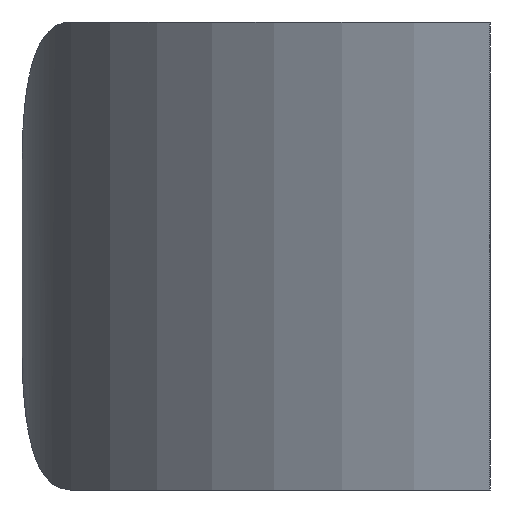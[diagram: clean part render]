
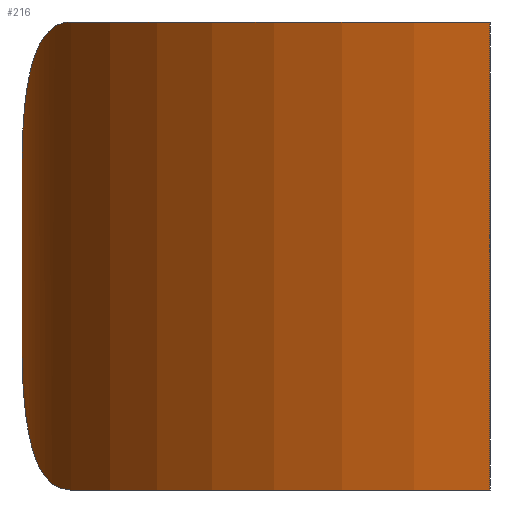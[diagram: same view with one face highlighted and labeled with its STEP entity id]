
A CAD part, left-side view. The second image highlights one B-rep face of the part: STEP entity #216.
In plain terms, the highlighted cylindrical face has radius 13 mm (diameter 26 mm), a partial arc.
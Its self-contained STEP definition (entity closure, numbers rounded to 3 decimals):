
#17=CYLINDRICAL_SURFACE('',#245,13.);
#22=B_SPLINE_CURVE_WITH_KNOTS('',3,(#389,#390,#391,#392,#393,#394,#395,
#396,#397,#398),.UNSPECIFIED.,.F.,.F.,(4,2,2,2,4),(1.464,1.585,
1.706,1.819,1.931),.UNSPECIFIED.);
#23=B_SPLINE_CURVE_WITH_KNOTS('',3,(#401,#402,#403,#404,#405,#406,#407,
#408,#409,#410),.UNSPECIFIED.,.F.,.F.,(4,2,2,2,4),(1.931,2.043,
2.156,2.277,2.399),.UNSPECIFIED.);
#36=FACE_OUTER_BOUND('',#48,.T.);
#48=EDGE_LOOP('',(#189,#190,#191,#192,#193,#194));
#57=CIRCLE('',#246,13.);
#58=CIRCLE('',#247,13.);
#59=LINE('',#306,#75);
#71=LINE('',#384,#87);
#75=VECTOR('',#254,10.);
#87=VECTOR('',#284,10.);
#91=VERTEX_POINT('',#304);
#92=VERTEX_POINT('',#305);
#107=VERTEX_POINT('',#381);
#108=VERTEX_POINT('',#383);
#109=VERTEX_POINT('',#387);
#110=VERTEX_POINT('',#400);
#111=EDGE_CURVE('',#91,#92,#59,.T.);
#133=EDGE_CURVE('',#108,#107,#71,.T.);
#136=EDGE_CURVE('',#109,#107,#22,.T.);
#137=EDGE_CURVE('',#108,#110,#23,.T.);
#139=EDGE_CURVE('',#109,#92,#57,.T.);
#140=EDGE_CURVE('',#91,#110,#58,.T.);
#189=ORIENTED_EDGE('',*,*,#136,.F.);
#190=ORIENTED_EDGE('',*,*,#139,.T.);
#191=ORIENTED_EDGE('',*,*,#111,.F.);
#192=ORIENTED_EDGE('',*,*,#140,.T.);
#193=ORIENTED_EDGE('',*,*,#137,.F.);
#194=ORIENTED_EDGE('',*,*,#133,.T.);
#216=ADVANCED_FACE('',(#36),#17,.T.);
#245=AXIS2_PLACEMENT_3D('',#412,#292,#293);
#246=AXIS2_PLACEMENT_3D('',#413,#294,#295);
#247=AXIS2_PLACEMENT_3D('',#414,#296,#297);
#254=DIRECTION('',(0.,0.,-1.));
#284=DIRECTION('',(0.,0.,-1.));
#292=DIRECTION('center_axis',(0.,0.,
1.));
#293=DIRECTION('ref_axis',(-0.209,0.978,0.));
#294=DIRECTION('center_axis',(0.,0.,
1.));
#295=DIRECTION('ref_axis',(-0.209,0.978,0.));
#296=DIRECTION('center_axis',(0.,0.,
-1.));
#297=DIRECTION('ref_axis',(-0.209,0.978,0.));
#304=CARTESIAN_POINT('',(69.,152.474,122.));
#305=CARTESIAN_POINT('',(69.,152.474,112.));
#306=CARTESIAN_POINT('',(69.,152.474,117.));
#381=CARTESIAN_POINT('',(79.,162.474,115.));
#383=CARTESIAN_POINT('',(79.,162.474,119.));
#384=CARTESIAN_POINT('',(79.,162.474,117.));
#387=CARTESIAN_POINT('',(76.,161.438,112.));
#389=CARTESIAN_POINT('Ctrl Pts',(76.,161.438,112.));
#390=CARTESIAN_POINT('Ctrl Pts',(76.363,161.616,112.));
#391=CARTESIAN_POINT('Ctrl Pts',(76.763,161.788,112.07));
#392=CARTESIAN_POINT('Ctrl Pts',(77.513,162.07,112.378));
#393=CARTESIAN_POINT('Ctrl Pts',(77.864,162.181,112.616));
#394=CARTESIAN_POINT('Ctrl Pts',(78.399,162.334,113.161));
#395=CARTESIAN_POINT('Ctrl Pts',(78.625,162.389,113.494));
#396=CARTESIAN_POINT('Ctrl Pts',(78.925,162.459,114.226));
#397=CARTESIAN_POINT('Ctrl Pts',(79.,162.474,114.625));
#398=CARTESIAN_POINT('Ctrl Pts',(79.,162.474,115.));
#400=CARTESIAN_POINT('',(76.,161.438,122.));
#401=CARTESIAN_POINT('Ctrl Pts',(79.,162.474,119.));
#402=CARTESIAN_POINT('Ctrl Pts',(79.,162.474,119.375));
#403=CARTESIAN_POINT('Ctrl Pts',(78.925,162.459,119.774));
#404=CARTESIAN_POINT('Ctrl Pts',(78.625,162.389,120.506));
#405=CARTESIAN_POINT('Ctrl Pts',(78.399,162.334,120.839));
#406=CARTESIAN_POINT('Ctrl Pts',(77.864,162.181,121.384));
#407=CARTESIAN_POINT('Ctrl Pts',(77.513,162.07,121.622));
#408=CARTESIAN_POINT('Ctrl Pts',(76.763,161.788,121.93));
#409=CARTESIAN_POINT('Ctrl Pts',(76.363,161.616,122.));
#410=CARTESIAN_POINT('Ctrl Pts',(76.,161.438,122.));
#412=CARTESIAN_POINT('Origin',(81.714,149.761,117.));
#413=CARTESIAN_POINT('Origin',(81.714,149.761,112.));
#414=CARTESIAN_POINT('Origin',(81.714,149.761,122.));
